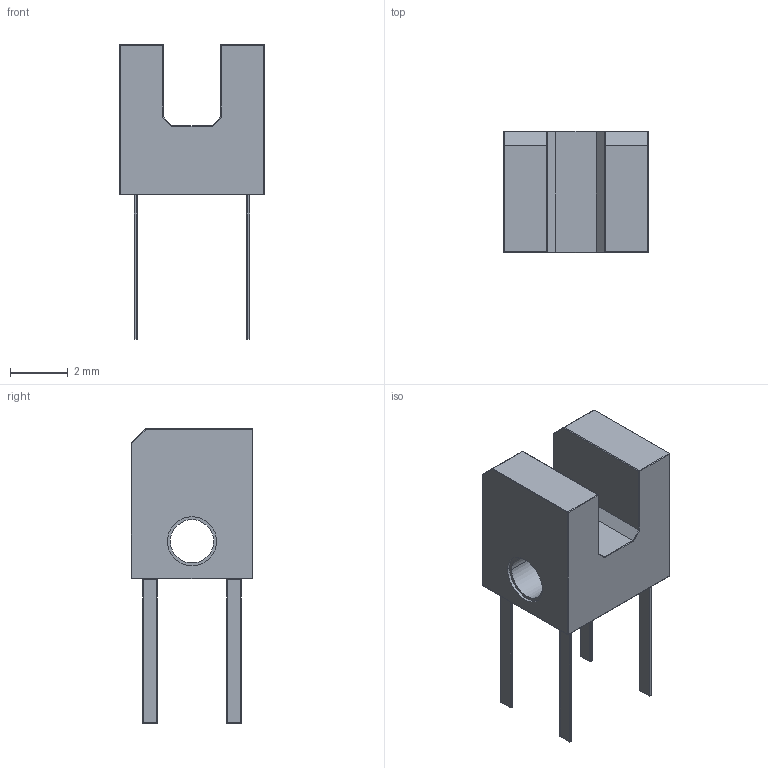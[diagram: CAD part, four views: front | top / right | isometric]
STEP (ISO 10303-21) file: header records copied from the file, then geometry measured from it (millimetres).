
FILE_DESCRIPTION(('STEP AP242'),'1');
FILE_NAME('rpi-243.stp','2025-03-26T06:55:18',('TraceParts'),('TraceParts S.A.'),'Spatial InterOp 3D',' ',' ');
FILE_SCHEMA(('AP242_MANAGED_MODEL_BASED_3D_ENGINEERING_MIM_LF {1 0 10303 442 1 1 4}'));
Length unit declared in the file: millimetre
Products named in the file (1): rpi-243_1
Bounding box: 5 x 4.2 x 10.2 mm (x, y, z)
Volume: 77.5 mm3; surface area: 192.1 mm2
Topology: 5 solids, 5 shells, 155 faces, 338 edges, 164 vertices
Faces by surface type: cylinder 78, plane 45, bspline 32
Entity records: 4757 total; most frequent: CARTESIAN_POINT 1182, DIRECTION 646, ORIENTED_EDGE 612, EDGE_CURVE 306, AXIS2_PLACEMENT_3D 236, LINE 174, VECTOR 174, VERTEX_POINT 164
